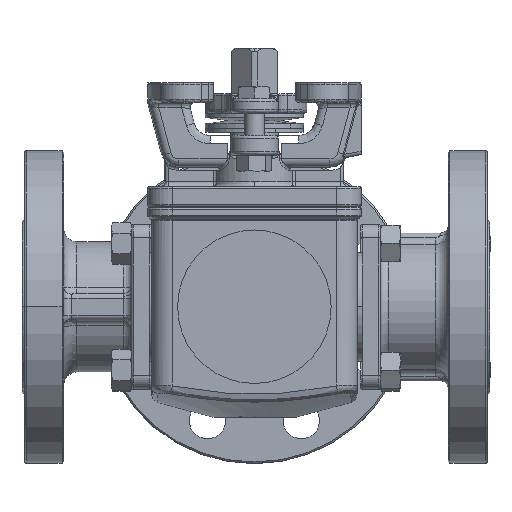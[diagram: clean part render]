
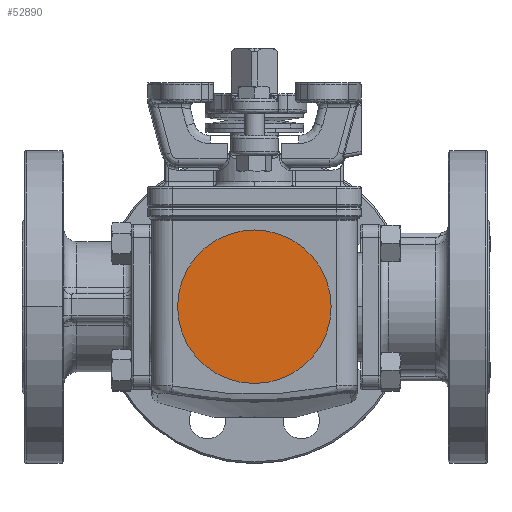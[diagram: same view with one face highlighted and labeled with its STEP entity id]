
A CAD part, top view. The second image highlights one B-rep face of the part: STEP entity #52890.
In plain terms, the highlighted planar face has unit normal (0, 0, 1).
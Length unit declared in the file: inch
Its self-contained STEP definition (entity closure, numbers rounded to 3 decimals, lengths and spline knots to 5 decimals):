
#1513 = AXIS2_PLACEMENT_3D ( 'NONE', #24036, #34363, #53949 ) ;
#3055 = DIRECTION ( 'NONE',  ( 0., 0., 1. ) ) ;
#3368 = FACE_OUTER_BOUND ( 'NONE', #55540, .T. ) ;
#5357 = CARTESIAN_POINT ( 'NONE',  ( -1.84055, 0., 2.48819 ) ) ;
#7776 = PLANE ( 'NONE',  #36511 ) ;
#10636 = CIRCLE ( 'NONE', #1513, 1.84055 ) ;
#10972 = EDGE_CURVE ( 'NONE', #12185, #26248, #10636, .T. ) ;
#12185 = VERTEX_POINT ( 'NONE', #48103 ) ;
#19165 = AXIS2_PLACEMENT_3D ( 'NONE', #40035, #53909, #20796 ) ;
#20796 = DIRECTION ( 'NONE',  ( -1., 0., 0. ) ) ;
#22343 = DIRECTION ( 'NONE',  ( 1., 0., 0. ) ) ;
#22548 = ORIENTED_EDGE ( 'NONE', *, *, #10972, .F. ) ;
#22940 = ORIENTED_EDGE ( 'NONE', *, *, #35214, .F. ) ;
#24036 = CARTESIAN_POINT ( 'NONE',  ( 0., 0., 2.48819 ) ) ;
#26248 = VERTEX_POINT ( 'NONE', #5357 ) ;
#32383 = CARTESIAN_POINT ( 'NONE',  ( 0., 0., 2.48819 ) ) ;
#34363 = DIRECTION ( 'NONE',  ( 0., 0., -1. ) ) ;
#35214 = EDGE_CURVE ( 'NONE', #26248, #12185, #57368, .T. ) ;
#36511 = AXIS2_PLACEMENT_3D ( 'NONE', #32383, #3055, #22343 ) ;
#40035 = CARTESIAN_POINT ( 'NONE',  ( 0., 0., 2.48819 ) ) ;
#48103 = CARTESIAN_POINT ( 'NONE',  ( 1.84055, 0., 2.48819 ) ) ;
#52890 = ADVANCED_FACE ( 'NONE', ( #3368 ), #7776, .T. ) ;
#53909 = DIRECTION ( 'NONE',  ( 0., 0., -1. ) ) ;
#53949 = DIRECTION ( 'NONE',  ( -1., 0., 0. ) ) ;
#55540 = EDGE_LOOP ( 'NONE', ( #22940, #22548 ) ) ;
#57368 = CIRCLE ( 'NONE', #19165, 1.84055 ) ;
